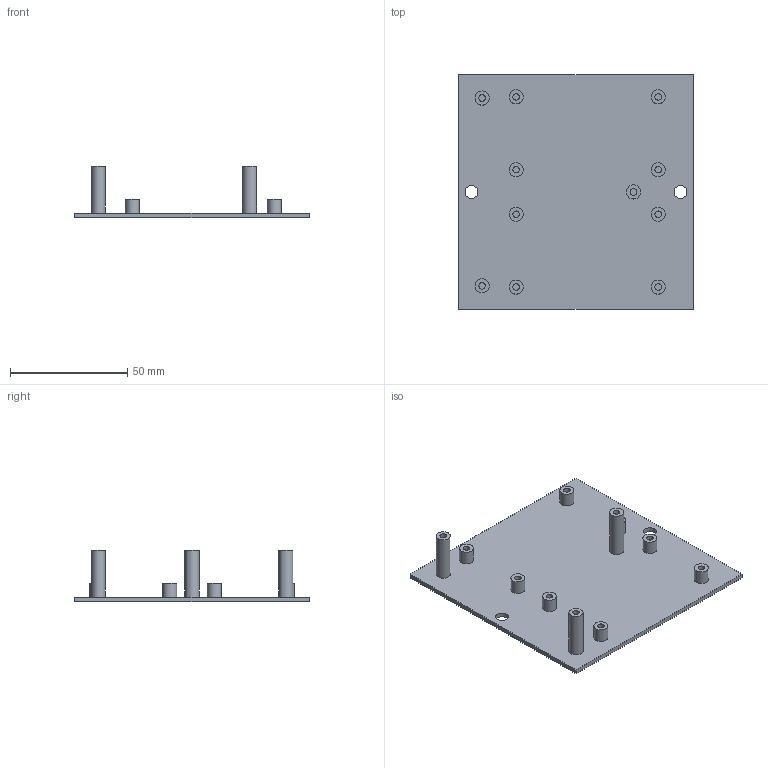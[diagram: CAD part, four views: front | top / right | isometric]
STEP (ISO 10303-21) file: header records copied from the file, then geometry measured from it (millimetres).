
FILE_DESCRIPTION(/* description */ (''),/* implementation_level */ '2;1');
FILE_NAME(/* name */ 'Electric Base Plate.step',/* time_stamp */ '2025-11-18T11:04:03-05:00',/* author */ (''),/* organization */ (''),/* preprocessor_version */ 'ST-DEVELOPER v20.1',/* originating_system */ 'Autodesk Translation Framework v14.21.0.0',/* authorisation */ '');
FILE_SCHEMA (('AUTOMOTIVE_DESIGN { 1 0 10303 214 3 1 1 }'));
Length unit declared in the file: millimetre
Products named in the file (1): Electric Base Plate
Bounding box: 100 x 100 x 22 mm (x, y, z)
Volume: 22293.6 mm3; surface area: 23759.9 mm2
Topology: 1 solids, 1 shells, 52 faces, 84 edges, 56 vertices
Faces by surface type: plane 28, cylinder 24
Full cylindrical faces by diameter (mm): 2.8 x11, 5.5 x2, 6 x11
Entity records: 1264 total; most frequent: DIRECTION 238, CARTESIAN_POINT 193, ORIENTED_EDGE 168, AXIS2_PLACEMENT_3D 101, EDGE_CURVE 84, EDGE_LOOP 78, VERTEX_POINT 56, FACE_OUTER_BOUND 52
